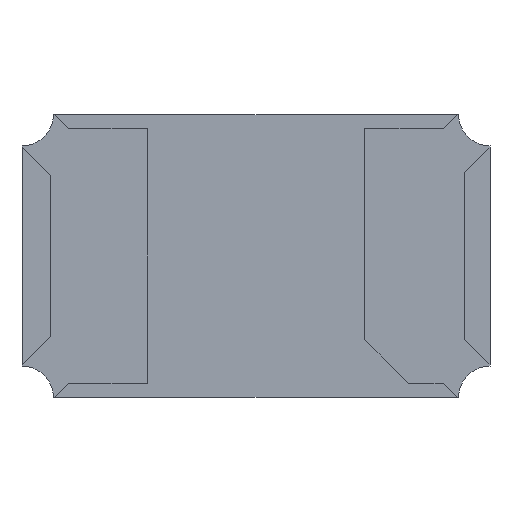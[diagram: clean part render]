
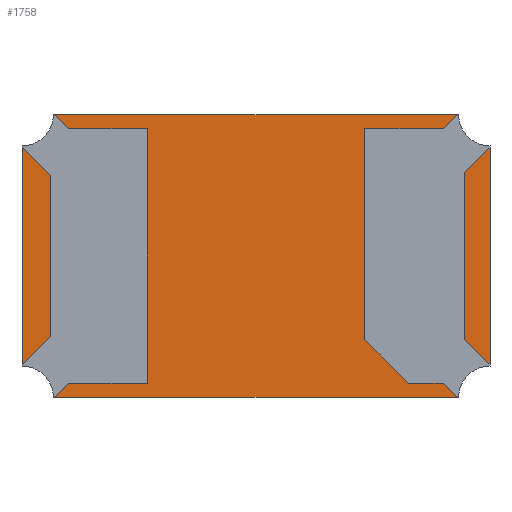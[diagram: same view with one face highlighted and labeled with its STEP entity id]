
A CAD part, front view. The second image highlights one B-rep face of the part: STEP entity #1758.
In plain terms, the highlighted planar face has unit normal (0, -1, 0).
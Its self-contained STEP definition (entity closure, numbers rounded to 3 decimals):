
#274=CIRCLE('',#1850,0.15);
#277=CIRCLE('',#1857,0.15);
#280=CIRCLE('',#1866,0.15);
#281=CIRCLE('',#1870,0.15);
#369=VECTOR('',#2047,1.);
#378=VECTOR('',#2080,1.);
#380=VECTOR('',#2083,1.);
#381=VECTOR('',#2089,1.);
#532=LINE('',#2505,#369);
#541=LINE('',#2538,#378);
#543=LINE('',#2542,#380);
#544=LINE('',#2546,#381);
#696=VERTEX_POINT('',#2494);
#697=VERTEX_POINT('',#2496);
#700=VERTEX_POINT('',#2504);
#701=VERTEX_POINT('',#2506);
#704=VERTEX_POINT('',#2514);
#709=VERTEX_POINT('',#2533);
#710=VERTEX_POINT('',#2535);
#711=VERTEX_POINT('',#2541);
#851=EDGE_CURVE('',#697,#696,#274,.T.);
#856=EDGE_CURVE('',#701,#700,#532,.T.);
#861=EDGE_CURVE('',#700,#704,#277,.T.);
#871=EDGE_CURVE('',#710,#709,#280,.T.);
#873=EDGE_CURVE('',#696,#710,#541,.T.);
#875=EDGE_CURVE('',#709,#711,#543,.T.);
#876=EDGE_CURVE('',#711,#701,#281,.T.);
#877=EDGE_CURVE('',#704,#697,#544,.T.);
#1141=ORIENTED_EDGE('',*,*,#851,.T.);
#1142=ORIENTED_EDGE('',*,*,#873,.T.);
#1143=ORIENTED_EDGE('',*,*,#871,.T.);
#1144=ORIENTED_EDGE('',*,*,#875,.T.);
#1145=ORIENTED_EDGE('',*,*,#876,.T.);
#1146=ORIENTED_EDGE('',*,*,#856,.T.);
#1147=ORIENTED_EDGE('',*,*,#861,.T.);
#1148=ORIENTED_EDGE('',*,*,#877,.T.);
#1560=EDGE_LOOP('',(#1141,#1142,#1143,#1144,#1145,#1146,#1147,#1148));
#1659=FACE_BOUND('',#1560,.T.);
#1758=ADVANCED_FACE('',(#1659),#2970,.F.);
#1850=AXIS2_PLACEMENT_3D('',#2495,#2038,#2039);
#1857=AXIS2_PLACEMENT_3D('',#2515,#2056,#2057);
#1866=AXIS2_PLACEMENT_3D('',#2534,#2076,#2077);
#1870=AXIS2_PLACEMENT_3D('',#2544,#2086,#2087);
#1872=AXIS2_PLACEMENT_3D('',#2547,#2090,$);
#2038=DIRECTION('',(0.,1.,0.));
#2039=DIRECTION('',(0.15,0.,0.));
#2047=DIRECTION('',(-1.,0.,0.));
#2056=DIRECTION('',(0.,1.,0.));
#2057=DIRECTION('',(0.15,0.,0.));
#2076=DIRECTION('',(0.,1.,0.));
#2077=DIRECTION('',(0.15,0.,0.));
#2080=DIRECTION('',(1.,0.,0.));
#2083=DIRECTION('',(0.,0.,1.));
#2086=DIRECTION('',(0.,1.,0.));
#2087=DIRECTION('',(0.15,0.,0.));
#2089=DIRECTION('',(0.,0.,-1.));
#2090=DIRECTION('',(0.,1.,0.));
#2494=CARTESIAN_POINT('',(-0.925,0.01,-0.65));
#2495=CARTESIAN_POINT('',(-1.075,0.01,-0.65));
#2496=CARTESIAN_POINT('',(-1.075,0.01,-0.5));
#2504=CARTESIAN_POINT('',(-0.925,0.01,0.65));
#2505=CARTESIAN_POINT('',(0.925,0.01,0.65));
#2506=CARTESIAN_POINT('',(0.925,0.01,0.65));
#2514=CARTESIAN_POINT('',(-1.075,0.01,0.5));
#2515=CARTESIAN_POINT('',(-1.075,0.01,0.65));
#2533=CARTESIAN_POINT('',(1.075,0.01,-0.5));
#2534=CARTESIAN_POINT('',(1.075,0.01,-0.65));
#2535=CARTESIAN_POINT('',(0.925,0.01,-0.65));
#2538=CARTESIAN_POINT('',(-0.925,0.01,-0.65));
#2541=CARTESIAN_POINT('',(1.075,0.01,0.5));
#2542=CARTESIAN_POINT('',(1.075,0.01,-0.5));
#2544=CARTESIAN_POINT('',(1.075,0.01,0.65));
#2546=CARTESIAN_POINT('',(-1.075,0.01,0.5));
#2547=CARTESIAN_POINT('',(0.,0.01,0.));
#2970=PLANE('',#1872);
